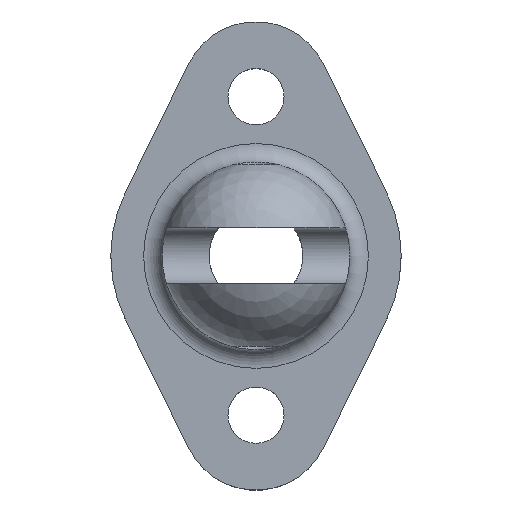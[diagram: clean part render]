
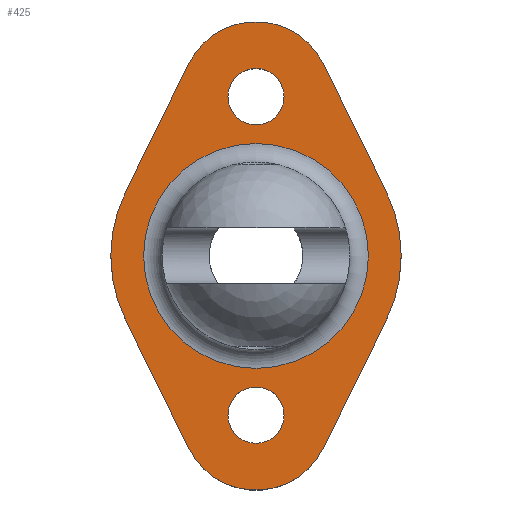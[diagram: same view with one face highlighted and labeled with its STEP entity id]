
A CAD part, top view. The second image highlights one B-rep face of the part: STEP entity #425.
In plain terms, the highlighted planar face has unit normal (0, 0, 1).
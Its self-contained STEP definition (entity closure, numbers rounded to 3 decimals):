
#17=LINE('',#737,#37);
#18=LINE('',#741,#38);
#19=LINE('',#745,#39);
#20=LINE('',#748,#40);
#37=VECTOR('',#529,30.512);
#38=VECTOR('',#532,30.512);
#39=VECTOR('',#535,30.512);
#40=VECTOR('',#538,30.512);
#57=PLANE('',#459);
#87=FACE_BOUND('',#128,.T.);
#88=FACE_BOUND('',#129,.T.);
#89=FACE_BOUND('',#130,.T.);
#101=FACE_OUTER_BOUND('',#127,.T.);
#127=EDGE_LOOP('',(#301,#302,#303,#304,#305,#306,#307,#308));
#128=EDGE_LOOP('',(#309));
#129=EDGE_LOOP('',(#310));
#130=EDGE_LOOP('',(#311));
#162=CIRCLE('',#453,24.);
#167=CIRCLE('',#460,16.);
#168=CIRCLE('',#461,31.);
#169=CIRCLE('',#462,16.);
#170=CIRCLE('',#463,31.);
#171=CIRCLE('',#464,6.);
#172=CIRCLE('',#465,6.);
#193=VERTEX_POINT('',#645);
#202=VERTEX_POINT('',#733);
#203=VERTEX_POINT('',#734);
#204=VERTEX_POINT('',#736);
#205=VERTEX_POINT('',#738);
#206=VERTEX_POINT('',#740);
#207=VERTEX_POINT('',#742);
#208=VERTEX_POINT('',#744);
#209=VERTEX_POINT('',#746);
#210=VERTEX_POINT('',#749);
#211=VERTEX_POINT('',#751);
#232=EDGE_CURVE('',#193,#193,#162,.T.);
#241=EDGE_CURVE('',#202,#203,#167,.T.);
#242=EDGE_CURVE('',#204,#202,#17,.T.);
#243=EDGE_CURVE('',#205,#204,#168,.T.);
#244=EDGE_CURVE('',#206,#205,#18,.T.);
#245=EDGE_CURVE('',#207,#206,#169,.T.);
#246=EDGE_CURVE('',#208,#207,#19,.T.);
#247=EDGE_CURVE('',#209,#208,#170,.T.);
#248=EDGE_CURVE('',#203,#209,#20,.T.);
#249=EDGE_CURVE('',#210,#210,#171,.T.);
#250=EDGE_CURVE('',#211,#211,#172,.T.);
#301=ORIENTED_EDGE('',*,*,#241,.F.);
#302=ORIENTED_EDGE('',*,*,#242,.F.);
#303=ORIENTED_EDGE('',*,*,#243,.F.);
#304=ORIENTED_EDGE('',*,*,#244,.F.);
#305=ORIENTED_EDGE('',*,*,#245,.F.);
#306=ORIENTED_EDGE('',*,*,#246,.F.);
#307=ORIENTED_EDGE('',*,*,#247,.F.);
#308=ORIENTED_EDGE('',*,*,#248,.F.);
#309=ORIENTED_EDGE('',*,*,#249,.T.);
#310=ORIENTED_EDGE('',*,*,#250,.T.);
#311=ORIENTED_EDGE('',*,*,#232,.F.);
#425=ADVANCED_FACE('',(#101,#87,#88,#89),#57,.T.);
#453=AXIS2_PLACEMENT_3D('',#646,#513,#514);
#459=AXIS2_PLACEMENT_3D('',#732,#525,#526);
#460=AXIS2_PLACEMENT_3D('',#735,#527,#528);
#461=AXIS2_PLACEMENT_3D('',#739,#530,#531);
#462=AXIS2_PLACEMENT_3D('',#743,#533,#534);
#463=AXIS2_PLACEMENT_3D('',#747,#536,#537);
#464=AXIS2_PLACEMENT_3D('',#750,#539,#540);
#465=AXIS2_PLACEMENT_3D('',#752,#541,#542);
#513=DIRECTION('center_axis',(0.,0.,1.));
#514=DIRECTION('ref_axis',(-1.,0.,0.));
#525=DIRECTION('center_axis',(0.,0.,1.));
#526=DIRECTION('ref_axis',(1.,0.,0.));
#527=DIRECTION('center_axis',(0.,0.,-1.));
#528=DIRECTION('ref_axis',(-0.897,-0.441,0.));
#529=DIRECTION('',(0.441,0.897,0.));
#530=DIRECTION('center_axis',(0.,0.,-1.));
#531=DIRECTION('ref_axis',(0.897,-0.441,0.));
#532=DIRECTION('',(-0.441,0.897,0.));
#533=DIRECTION('center_axis',(0.,0.,-1.));
#534=DIRECTION('ref_axis',(0.897,0.441,0.));
#535=DIRECTION('',(-0.441,-0.897,0.));
#536=DIRECTION('center_axis',(0.,0.,-1.));
#537=DIRECTION('ref_axis',(-0.897,0.441,0.));
#538=DIRECTION('',(0.441,-0.897,0.));
#539=DIRECTION('center_axis',(0.,0.,-1.));
#540=DIRECTION('ref_axis',(-1.,0.,0.));
#541=DIRECTION('center_axis',(0.,0.,-1.));
#542=DIRECTION('ref_axis',(-1.,0.,0.));
#645=CARTESIAN_POINT('',(24.,0.,15.));
#646=CARTESIAN_POINT('Origin',(0.,0.,15.));
#732=CARTESIAN_POINT('Origin',(0.,0.,
15.));
#733=CARTESIAN_POINT('',(-14.359,41.059,15.));
#734=CARTESIAN_POINT('',(14.359,41.059,15.));
#735=CARTESIAN_POINT('Origin',(0.,34.,15.));
#736=CARTESIAN_POINT('',(-27.82,13.676,15.));
#737=CARTESIAN_POINT('',(-27.82,13.676,15.));
#738=CARTESIAN_POINT('',(-27.82,-13.676,15.));
#739=CARTESIAN_POINT('Origin',(0.,0.,15.));
#740=CARTESIAN_POINT('',(-14.359,-41.059,15.));
#741=CARTESIAN_POINT('',(-14.359,-41.059,15.));
#742=CARTESIAN_POINT('',(14.359,-41.059,15.));
#743=CARTESIAN_POINT('Origin',(0.,-34.,15.));
#744=CARTESIAN_POINT('',(27.82,-13.676,15.));
#745=CARTESIAN_POINT('',(27.82,-13.676,15.));
#746=CARTESIAN_POINT('',(27.82,13.676,15.));
#747=CARTESIAN_POINT('Origin',(0.,0.,15.));
#748=CARTESIAN_POINT('',(14.359,41.059,15.));
#749=CARTESIAN_POINT('',(6.,34.,15.));
#750=CARTESIAN_POINT('Origin',(0.,34.,15.));
#751=CARTESIAN_POINT('',(6.,-34.,15.));
#752=CARTESIAN_POINT('Origin',(0.,-34.,15.));
